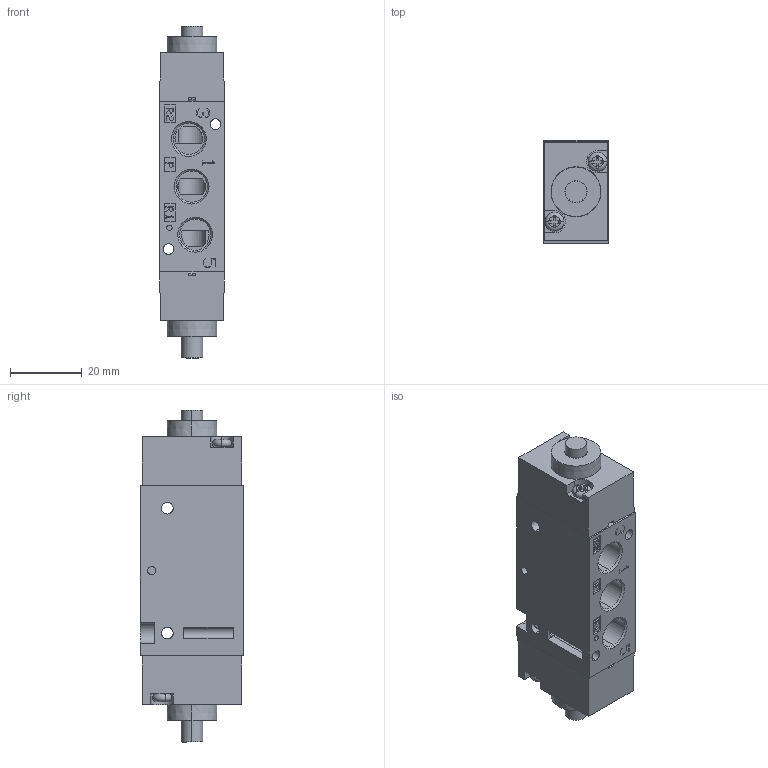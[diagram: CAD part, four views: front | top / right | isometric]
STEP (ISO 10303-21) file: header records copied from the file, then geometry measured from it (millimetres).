
FILE_DESCRIPTION (( 'STEP AP203' ), '1' );
FILE_NAME ('SFP2200.STEP', '2013-01-21T08:25:03', ( '' ), ( '' ), 'SwSTEP 2.0', 'SolidWorks 2008', '' );
FILE_SCHEMA (( 'CONFIG_CONTROL_DESIGN' ));
Length unit declared in the file: millimetre
Products named in the file (6): SFP2200; SF2000-Body_ル遽; MasterPilot_ル遽; MasterPilotBolt(M3xL16)_ル遽; 葆蝶顫幗が; 葆蝶顫幗が222
Assembly tree (9 placements, depth 2):
  SFP2200
    MasterPilotBolt(M3xL16)_ル遽  x4
    SF2000-Body_ル遽
    葆蝶顫幗が
    MasterPilot_ル遽  x2
    葆蝶顫幗が222
Bounding box: 18.1 x 28.7 x 92.5 mm (x, y, z)
Volume: 26805.2 mm3; surface area: 18811.8 mm2
Topology: 9 solids, 9 shells, 963 faces, 2377 edges, 1470 vertices
Faces by surface type: plane 489, cone 336, cylinder 126, torus 8, bspline 4
Entity records: 18979 total; most frequent: CARTESIAN_POINT 3838, ORIENTED_EDGE 3008, DIRECTION 2933, EDGE_CURVE 1504, VECTOR 1103, LINE 1103, VERTEX_POINT 964, AXIS2_PLACEMENT_3D 915
